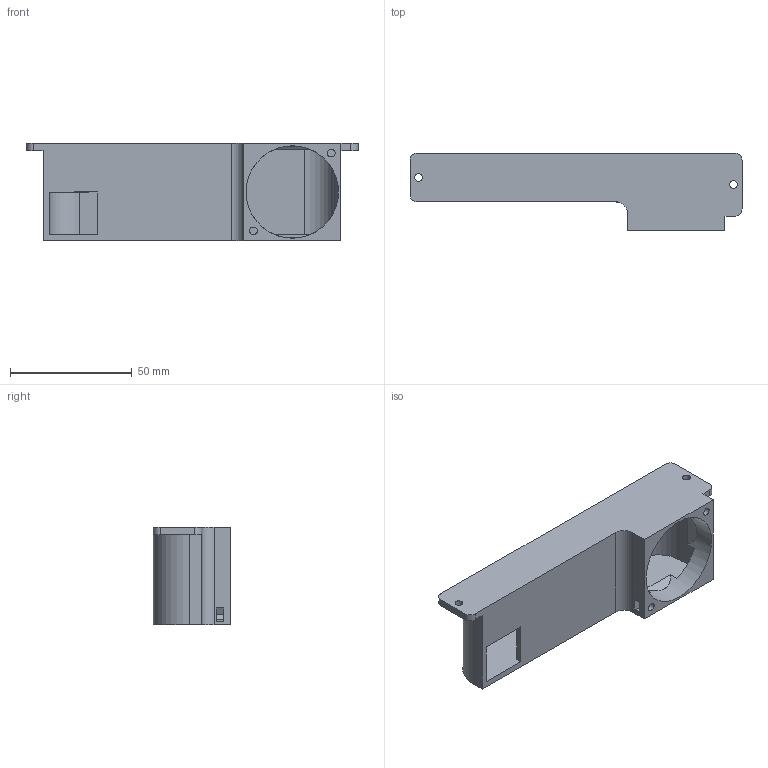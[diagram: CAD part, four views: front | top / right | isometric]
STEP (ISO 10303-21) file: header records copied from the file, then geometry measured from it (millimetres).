
FILE_DESCRIPTION(/* description */ (''),/* implementation_level */ '2;1');
FILE_NAME(/* name */ 'driver cooling fan duct.step',/* time_stamp */ '2021-04-04T15:06:16+08:00',/* author */ (''),/* organization */ (''),/* preprocessor_version */ 'ST-DEVELOPER v18.1',/* originating_system */ 'Autodesk Translation Framework v9.10.0.1330',/* authorisation */ '');
FILE_SCHEMA (('AUTOMOTIVE_DESIGN { 1 0 10303 214 3 1 1 }'));
Length unit declared in the file: millimetre
Products named in the file (1): driver cooling fan mount
Bounding box: 136.45 x 31.9 x 40 mm (x, y, z)
Volume: 47646.5 mm3; surface area: 28292.7 mm2
Topology: 1 solids, 1 shells, 60 faces, 170 edges, 113 vertices
Faces by surface type: plane 43, cylinder 17
Full cylindrical faces by diameter (mm): 3.2 x4, 38 x1
Entity records: 2025 total; most frequent: CARTESIAN_POINT 365, ORIENTED_EDGE 340, DIRECTION 338, EDGE_CURVE 170, LINE 122, VECTOR 122, VERTEX_POINT 113, AXIS2_PLACEMENT_3D 108
